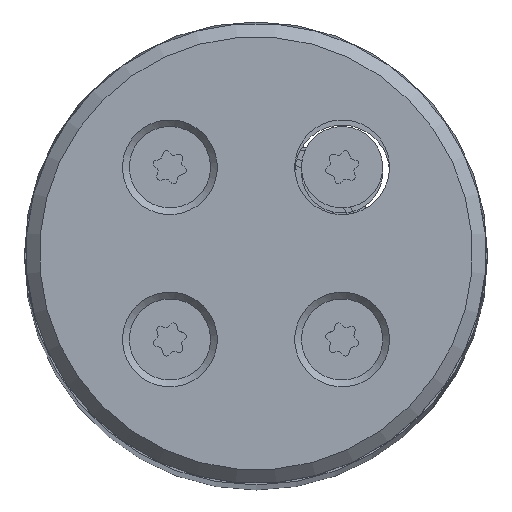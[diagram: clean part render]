
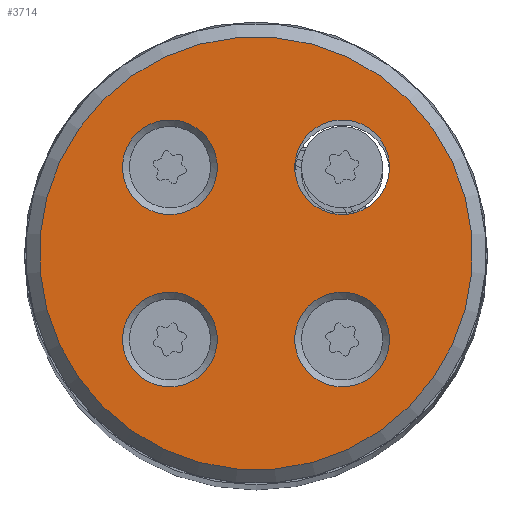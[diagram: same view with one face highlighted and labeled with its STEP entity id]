
A CAD part, top view. The second image highlights one B-rep face of the part: STEP entity #3714.
In plain terms, the highlighted planar face has unit normal (0, 0, 1).
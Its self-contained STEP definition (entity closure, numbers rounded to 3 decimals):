
#749=FACE_BOUND('',#906,.T.);
#750=FACE_BOUND('',#907,.T.);
#751=FACE_BOUND('',#908,.T.);
#752=FACE_BOUND('',#909,.T.);
#798=FACE_OUTER_BOUND('',#905,.T.);
#905=EDGE_LOOP('',(#3049));
#906=EDGE_LOOP('',(#3050));
#907=EDGE_LOOP('',(#3051));
#908=EDGE_LOOP('',(#3052));
#909=EDGE_LOOP('',(#3053));
#1137=CIRCLE('',#3996,16.);
#1139=CIRCLE('',#4000,3.5);
#1140=CIRCLE('',#4001,3.5);
#1141=CIRCLE('',#4002,3.5);
#1142=CIRCLE('',#4003,3.5);
#1643=VERTEX_POINT('',#6277);
#1645=VERTEX_POINT('',#6283);
#1646=VERTEX_POINT('',#6285);
#1647=VERTEX_POINT('',#6287);
#1648=VERTEX_POINT('',#6289);
#2317=EDGE_CURVE('',#1643,#1643,#1137,.T.);
#2319=EDGE_CURVE('',#1645,#1645,#1139,.T.);
#2320=EDGE_CURVE('',#1646,#1646,#1140,.T.);
#2321=EDGE_CURVE('',#1647,#1647,#1141,.T.);
#2322=EDGE_CURVE('',#1648,#1648,#1142,.T.);
#3049=ORIENTED_EDGE('',*,*,#2317,.F.);
#3050=ORIENTED_EDGE('',*,*,#2319,.T.);
#3051=ORIENTED_EDGE('',*,*,#2320,.T.);
#3052=ORIENTED_EDGE('',*,*,#2321,.T.);
#3053=ORIENTED_EDGE('',*,*,#2322,.T.);
#3558=PLANE('',#3999);
#3714=ADVANCED_FACE('',(#798,#749,#750,#751,#752),#3558,.T.);
#3996=AXIS2_PLACEMENT_3D('',#6278,#4717,#4718);
#3999=AXIS2_PLACEMENT_3D('',#6282,#4723,#4724);
#4000=AXIS2_PLACEMENT_3D('',#6284,#4725,#4726);
#4001=AXIS2_PLACEMENT_3D('',#6286,#4727,#4728);
#4002=AXIS2_PLACEMENT_3D('',#6288,#4729,#4730);
#4003=AXIS2_PLACEMENT_3D('',#6290,#4731,#4732);
#4717=DIRECTION('center_axis',(0.,0.,
-1.));
#4718=DIRECTION('ref_axis',(0.707,0.707,0.));
#4723=DIRECTION('center_axis',(0.,0.,
1.));
#4724=DIRECTION('ref_axis',(-0.707,-0.707,0.));
#4725=DIRECTION('center_axis',(0.,0.,
-1.));
#4726=DIRECTION('ref_axis',(-0.707,-0.707,0.));
#4727=DIRECTION('center_axis',(0.,0.,
-1.));
#4728=DIRECTION('ref_axis',(-0.707,-0.707,0.));
#4729=DIRECTION('center_axis',(0.,0.,
-1.));
#4730=DIRECTION('ref_axis',(-0.707,-0.707,0.));
#4731=DIRECTION('center_axis',(0.,0.,
-1.));
#4732=DIRECTION('ref_axis',(-0.707,-0.707,0.));
#6277=CARTESIAN_POINT('',(-11.314,-11.314,112.5));
#6278=CARTESIAN_POINT('Origin',(0.,0.,
112.5));
#6282=CARTESIAN_POINT('Origin',(0.,0.,
112.5));
#6283=CARTESIAN_POINT('',(3.889,3.889,112.5));
#6284=CARTESIAN_POINT('Origin',(6.364,6.364,112.5));
#6285=CARTESIAN_POINT('',(3.889,-8.839,112.5));
#6286=CARTESIAN_POINT('Origin',(6.364,-6.364,112.5));
#6287=CARTESIAN_POINT('',(-8.839,3.889,112.5));
#6288=CARTESIAN_POINT('Origin',(-6.364,6.364,112.5));
#6289=CARTESIAN_POINT('',(-8.839,-8.839,112.5));
#6290=CARTESIAN_POINT('Origin',(-6.364,-6.364,112.5));
